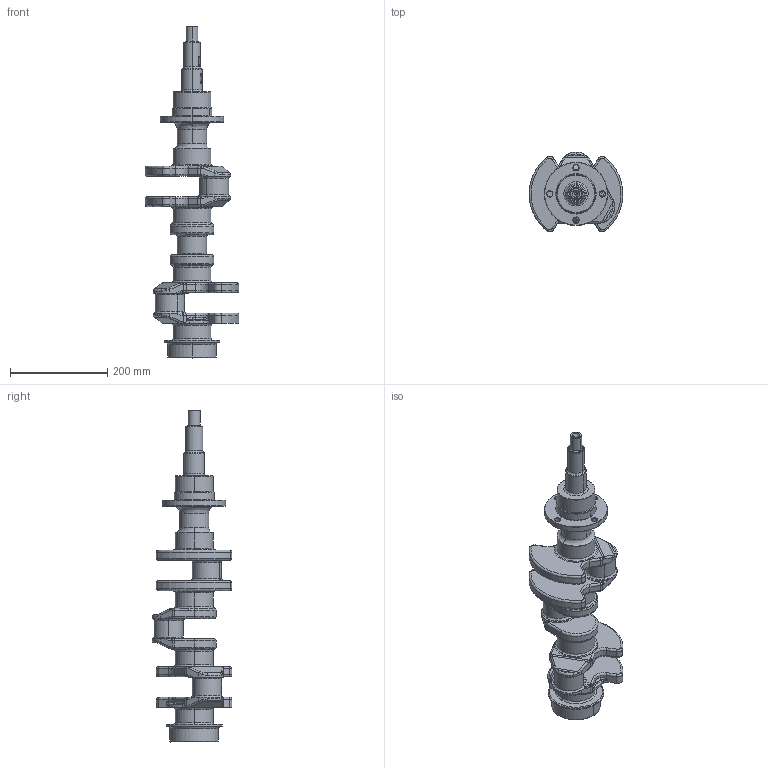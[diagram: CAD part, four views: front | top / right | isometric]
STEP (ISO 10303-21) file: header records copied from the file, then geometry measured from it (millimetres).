
FILE_DESCRIPTION(('CATIA V5 STEP Exchange'),'2;1');
FILE_NAME('crankshaft_new_3cyl.stp','2015-03-21T18:08:58+00:00',('none'),('none'),'CATIA Version 5 Release 21 GA (IN-10)','CATIA V5 STEP AP203','none');
FILE_SCHEMA(('CONFIG_CONTROL_DESIGN'));
Length unit declared in the file: millimetre
Products named in the file (1): CRANKSHAFT-NEW-3CYL
Bounding box: 192.44 x 164.07 x 683 mm (x, y, z)
Volume: 3771853.4 mm3; surface area: 331311.7 mm2
Topology: 1 solids, 10 shells, 626 faces, 1407 edges, 806 vertices
Faces by surface type: revolution 239, cylinder 205, plane 100, bspline 82
Entity records: 22507 total; most frequent: CARTESIAN_POINT 10013, ORIENTED_EDGE 2766, DIRECTION 1845, EDGE_CURVE 1383, AXIS2_PLACEMENT_3D 898, VERTEX_POINT 806, EDGE_LOOP 663, ADVANCED_FACE 626
